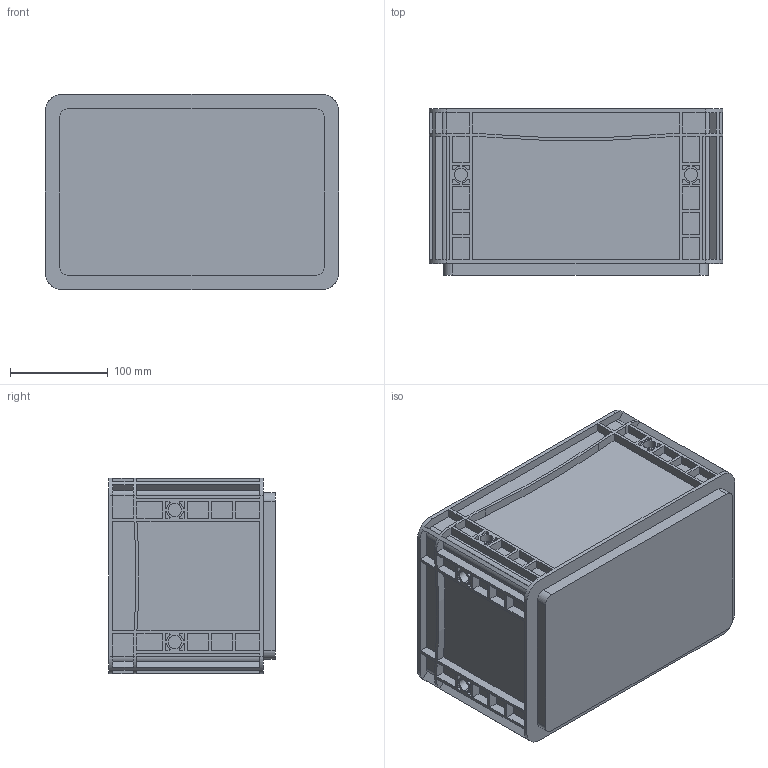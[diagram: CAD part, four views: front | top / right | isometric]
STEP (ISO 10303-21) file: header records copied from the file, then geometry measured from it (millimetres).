
FILE_DESCRIPTION (( 'STEP AP214' ), '1' );
FILE_NAME ('30 x 20 x 17 - EG 32-17 HG (All closed) [similar].STEP', '2022-04-22T08:43:10', ( '' ), ( '' ), 'SwSTEP 2.0', 'SolidWorks 2021', '' );
FILE_SCHEMA (( 'AUTOMOTIVE_DESIGN' ));
Length unit declared in the file: millimetre
Products named in the file (1): 30 x 20 x 17 - EG 32-17 HG (All closed) [similar]
Bounding box: 300 x 170 x 200 mm (x, y, z)
Volume: 996711.1 mm3; surface area: 515274.1 mm2
Topology: 1 solids, 1 shells, 601 faces, 1548 edges, 1032 vertices
Faces by surface type: plane 425, cylinder 176
Entity records: 18300 total; most frequent: CARTESIAN_POINT 3182, DIRECTION 3136, ORIENTED_EDGE 3096, EDGE_CURVE 1548, LINE 1164, VECTOR 1164, VERTEX_POINT 1032, AXIS2_PLACEMENT_3D 986
